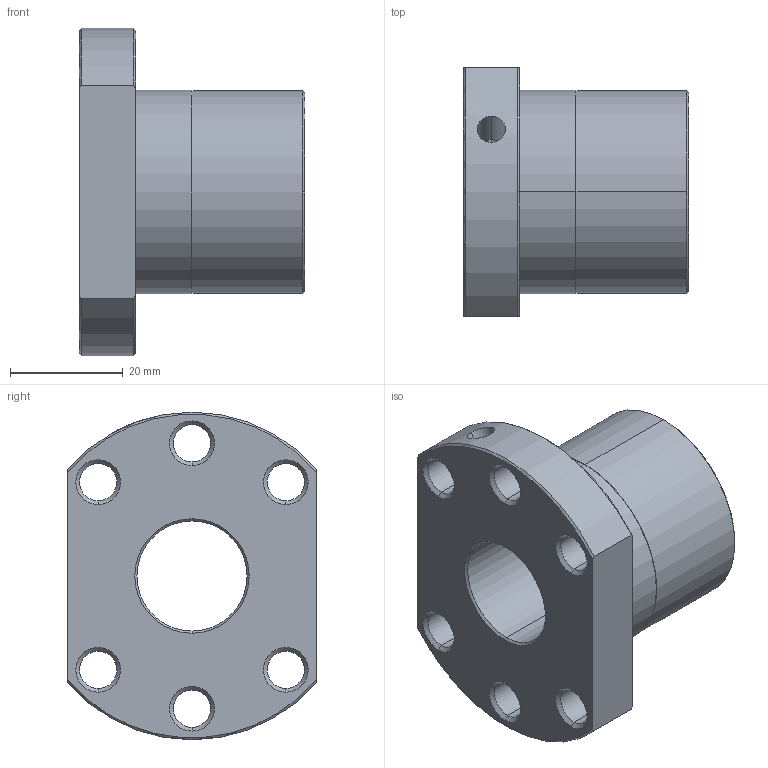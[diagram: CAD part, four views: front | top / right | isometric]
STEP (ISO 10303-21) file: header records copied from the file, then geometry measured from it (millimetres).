
FILE_DESCRIPTION (( 'STEP AP214' ), '1' );
FILE_NAME ('HIWIN Møtrik FSCDIN R20-5K4-NW.STEP', '2022-03-23T11:58:01', ( '' ), ( '' ), 'SwSTEP 2.0', 'SolidWorks 2021', '' );
FILE_SCHEMA (( 'AUTOMOTIVE_DESIGN' ));
Length unit declared in the file: millimetre
Products named in the file (2): R20-05K4-FSCDIN-3000-3000-0,052_FILE_1; HIWIN Møtrik FSCDIN R20-5K4-NW
Assembly tree (1 placements, depth 2):
  HIWIN Møtrik FSCDIN R20-5K4-NW
    R20-05K4-FSCDIN-3000-3000-0,052_FILE_1
Bounding box: 40 x 44 x 58 mm (x, y, z)
Volume: 38798.4 mm3; surface area: 12373.4 mm2
Topology: 1 solids, 1 shells, 66 faces, 158 edges, 95 vertices
Faces by surface type: cone 37, cylinder 23, plane 6
Entity records: 2794 total; most frequent: CARTESIAN_POINT 407, DIRECTION 370, ORIENTED_EDGE 312, EDGE_CURVE 156, AXIS2_PLACEMENT_3D 154, VERTEX_POINT 95, CIRCLE 84, EDGE_LOOP 83
